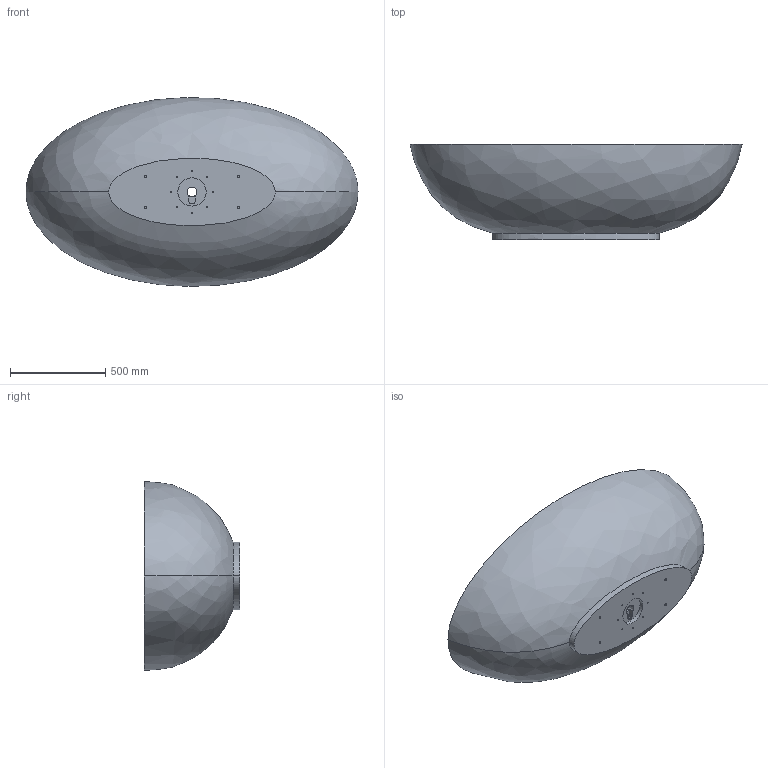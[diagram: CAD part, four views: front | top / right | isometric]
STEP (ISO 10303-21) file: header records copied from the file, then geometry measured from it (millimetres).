
FILE_DESCRIPTION (( 'STEP AP214' ), '1' );
FILE_NAME ('Z847-SO.STEP', '2018-04-23T10:42:15', ( 'User' ), ( '' ), 'SwSTEP 2.0', 'SolidWorks 2017', '' );
FILE_SCHEMA (( 'AUTOMOTIVE_DESIGN' ));
Length unit declared in the file: millimetre
Products named in the file (2): Z847-SO
Bounding box: 1740 x 500 x 989.59 mm (x, y, z)
Volume: 134820913.8 mm3; surface area: 4613489.2 mm2
Topology: 1 solids, 1 shells, 66 faces, 145 edges, 94 vertices
Faces by surface type: cylinder 33, plane 23, bspline 10
Entity records: 6500 total; most frequent: CARTESIAN_POINT 5014, DIRECTION 295, ORIENTED_EDGE 290, EDGE_CURVE 145, AXIS2_PLACEMENT_3D 121, VERTEX_POINT 94, EDGE_LOOP 81, ADVANCED_FACE 66
